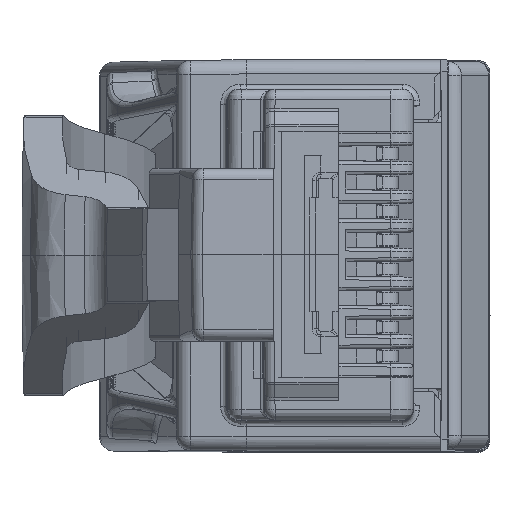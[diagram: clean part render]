
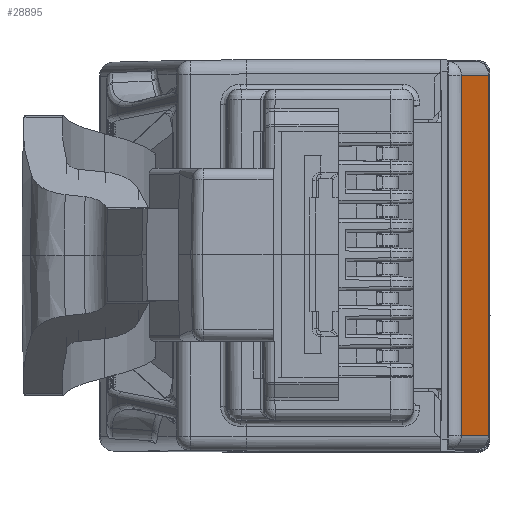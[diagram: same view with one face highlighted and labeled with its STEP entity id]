
A CAD part, top view. The second image highlights one B-rep face of the part: STEP entity #28895.
In plain terms, the highlighted planar face has unit normal (0.902, 0, 0.432).
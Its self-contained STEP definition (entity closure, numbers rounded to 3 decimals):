
#28887=AXIS2_PLACEMENT_3D('Plane Axis2P3D',#28884,#28885,#28886) ;
#23861=CARTESIAN_POINT('Vertex',(15.528,0.55,151.741)) ;
#23868=CARTESIAN_POINT('Vertex',(16.492,0.55,149.727)) ;
#23871=CARTESIAN_POINT('Line Origine',(26.9,0.55,128.008)) ;
#23910=CARTESIAN_POINT('Vertex',(15.528,13.25,151.741)) ;
#23913=CARTESIAN_POINT('Line Origine',(15.528,-17.809,151.741)) ;
#23946=CARTESIAN_POINT('Line Origine',(6.074,13.25,171.469)) ;
#23950=CARTESIAN_POINT('Vertex',(16.492,13.25,149.727)) ;
#23987=CARTESIAN_POINT('Line Origine',(16.492,31.609,149.727)) ;
#28884=CARTESIAN_POINT('Axis2P3D Location',(15.966,6.9,150.825)) ;
#23872=DIRECTION('Vector Direction',(-0.432,0.,0.902)) ;
#23914=DIRECTION('Vector Direction',(0.,1.,0.)) ;
#23947=DIRECTION('Vector Direction',(0.432,0.,-0.902)) ;
#23988=DIRECTION('Vector Direction',(0.,-1.,0.)) ;
#28885=DIRECTION('Axis2P3D Direction',(0.902,0.,0.432)) ;
#28886=DIRECTION('Axis2P3D XDirection',(0.432,0.,-0.902)) ;
#23873=VECTOR('Line Direction',#23872,1.) ;
#23915=VECTOR('Line Direction',#23914,1.) ;
#23948=VECTOR('Line Direction',#23947,1.) ;
#23989=VECTOR('Line Direction',#23988,1.) ;
#28890=ORIENTED_EDGE('',*,*,#23952,.F.) ;
#28891=ORIENTED_EDGE('',*,*,#23917,.F.) ;
#28892=ORIENTED_EDGE('',*,*,#23875,.F.) ;
#28893=ORIENTED_EDGE('',*,*,#23991,.F.) ;
#28895=ADVANCED_FACE('Hauptk\X2\00F6\X0\rper',(#28894),#28888,.T.) ;
#23875=EDGE_CURVE('',#23869,#23862,#23874,.T.) ;
#23917=EDGE_CURVE('',#23862,#23911,#23916,.T.) ;
#23952=EDGE_CURVE('',#23911,#23951,#23949,.T.) ;
#23991=EDGE_CURVE('',#23951,#23869,#23990,.T.) ;
#28889=EDGE_LOOP('',(#28890,#28891,#28892,#28893)) ;
#28894=FACE_OUTER_BOUND('',#28889,.T.) ;
#23874=LINE('Line',#23871,#23873) ;
#23916=LINE('Line',#23913,#23915) ;
#23949=LINE('Line',#23946,#23948) ;
#23990=LINE('Line',#23987,#23989) ;
#28888=PLANE('',#28887) ;
#23862=VERTEX_POINT('',#23861) ;
#23869=VERTEX_POINT('',#23868) ;
#23911=VERTEX_POINT('',#23910) ;
#23951=VERTEX_POINT('',#23950) ;
